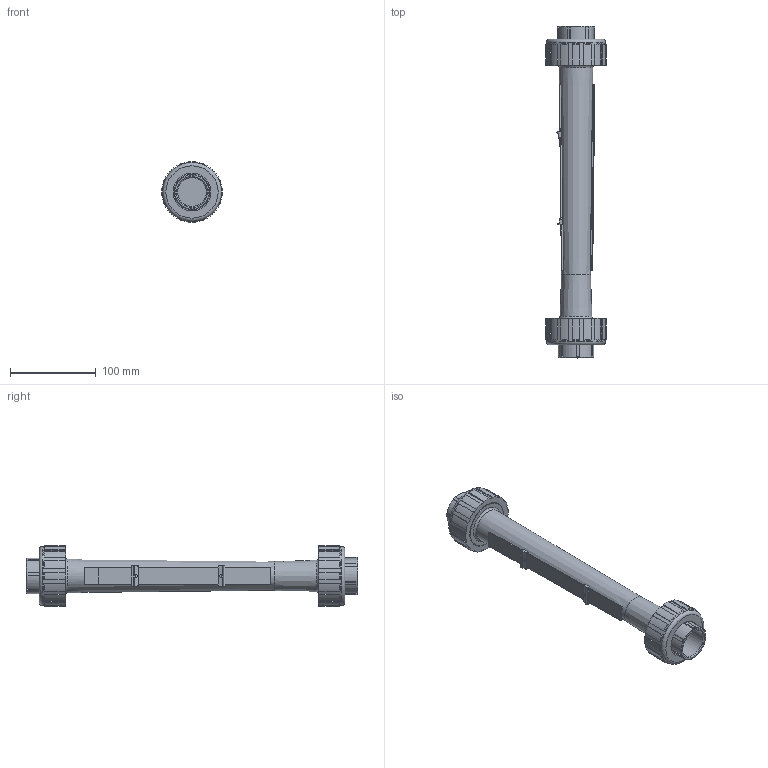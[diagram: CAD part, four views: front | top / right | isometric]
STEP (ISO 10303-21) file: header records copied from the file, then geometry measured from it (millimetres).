
FILE_DESCRIPTION((''),'2;1');
FILE_NAME('RM230-100I-PVC_R0.ipt.stp','2018-10-10T12:05:45',(''),(''),'Autodesk Inventor 2009','Autodesk Inventor 2009','');
FILE_SCHEMA(('AUTOMOTIVE_DESIGN { 1 0 10303 214 1 1 1 1 }'));
Length unit declared in the file: inch
Products named in the file (1): RM230-100I-PVC_R0
Bounding box: 70.62 x 386.08 x 70.62 mm (x, y, z)
Volume: 520995 mm3; surface area: 111626.7 mm2
Topology: 1 solids, 8 shells, 571 faces, 1572 edges, 1025 vertices
Faces by surface type: plane 234, cylinder 138, bspline 128, cone 55, torus 14, sphere 2
Full cylindrical faces by diameter (mm): 33.528 x2, 37.719 x2, 40.894 x2, 44.145 x2, 51.359 x2, 54.661 x10, 55.626 x10, 68.504 x2
Entity records: 21885 total; most frequent: CARTESIAN_POINT 8149, ORIENTED_EDGE 2876, DIRECTION 2536, EDGE_CURVE 1438, VERTEX_POINT 969, AXIS2_PLACEMENT_3D 968, EDGE_LOOP 644, VECTOR 600
